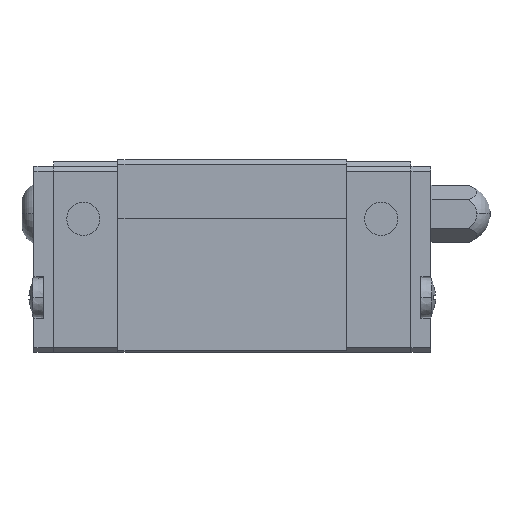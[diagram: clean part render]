
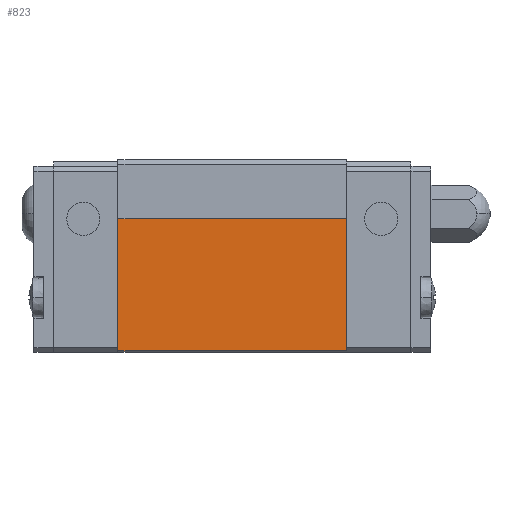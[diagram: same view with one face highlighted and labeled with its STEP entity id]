
A CAD part, left-side view. The second image highlights one B-rep face of the part: STEP entity #823.
In plain terms, the highlighted planar face has unit normal (-1, 0, 0).
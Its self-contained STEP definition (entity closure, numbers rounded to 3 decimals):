
#823=ADVANCED_FACE('',(#1683),#1684,.T.);
#1683=FACE_OUTER_BOUND('',#2570,.T.);
#1684=PLANE('',#2571);
#2570=EDGE_LOOP('',(#5111,#5112,#5113,#5114));
#2571=AXIS2_PLACEMENT_3D('',#5115,#5116,#5117);
#5111=ORIENTED_EDGE('',*,*,#6284,.F.);
#5112=ORIENTED_EDGE('',*,*,#6327,.F.);
#5113=ORIENTED_EDGE('',*,*,#6262,.F.);
#5114=ORIENTED_EDGE('',*,*,#6325,.T.);
#5115=CARTESIAN_POINT('',(-16.7,20.051,6.0));
#5116=DIRECTION('',(-1.0,0.0,0.0));
#5117=DIRECTION('',(0.0,0.0,1.0));
#6262=EDGE_CURVE('',#7769,#7771,#7772,.T.);
#6284=EDGE_CURVE('',#7799,#7801,#7802,.T.);
#6325=EDGE_CURVE('',#7769,#7801,#7857,.T.);
#6327=EDGE_CURVE('',#7771,#7799,#7859,.T.);
#7769=VERTEX_POINT('',#10386);
#7771=VERTEX_POINT('',#10389);
#7772=LINE('',#10390,#10391);
#7799=VERTEX_POINT('',#10431);
#7801=VERTEX_POINT('',#10434);
#7802=LINE('',#10435,#10436);
#7857=LINE('',#10518,#10519);
#7859=LINE('',#10521,#10522);
#10386=CARTESIAN_POINT('',(-16.7,8.501,18.0));
#10389=CARTESIAN_POINT('',(-16.7,8.501,4.7));
#10390=CARTESIAN_POINT('',(-16.7,8.501,10.125));
#10391=VECTOR('',#11522,1.0);
#10431=CARTESIAN_POINT('',(-16.7,31.601,4.7));
#10434=CARTESIAN_POINT('',(-16.7,31.601,18.0));
#10435=CARTESIAN_POINT('',(-16.7,31.601,10.125));
#10436=VECTOR('',#11537,1.0);
#10518=CARTESIAN_POINT('',(-16.7,20.051,18.0));
#10519=VECTOR('',#11571,1.0);
#10521=CARTESIAN_POINT('',(-16.7,25.826,4.7));
#10522=VECTOR('',#11572,1.0);
#11522=DIRECTION('',(-0.0,-0.0,-1.0));
#11537=DIRECTION('',(0.0,0.0,1.0));
#11571=DIRECTION('',(0.0,1.0,0.0));
#11572=DIRECTION('',(0.0,1.0,-0.0));
